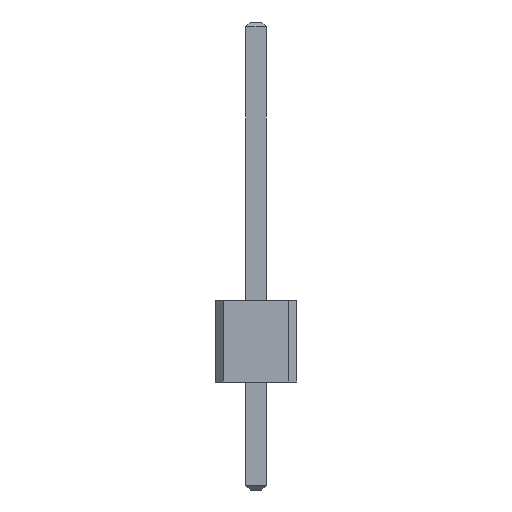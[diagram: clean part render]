
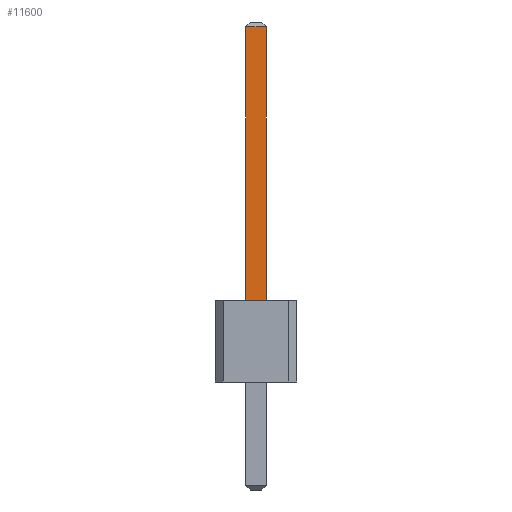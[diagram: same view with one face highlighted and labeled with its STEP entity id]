
A CAD part, front view. The second image highlights one B-rep face of the part: STEP entity #11600.
In plain terms, the highlighted face is planar.
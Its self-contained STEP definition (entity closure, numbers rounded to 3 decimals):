
#111 = PLANE('',#112);
#112 = AXIS2_PLACEMENT_3D('',#113,#114,#115);
#113 = CARTESIAN_POINT('',(13.97,0.,2.5));
#114 = DIRECTION('',(0.,0.,1.));
#115 = DIRECTION('',(1.,0.,0.));
#5512 = EDGE_CURVE('',#5513,#5515,#5517,.T.);
#5513 = VERTEX_POINT('',#5514);
#5514 = CARTESIAN_POINT('',(28.26,0.32,2.5));
#5515 = VERTEX_POINT('',#5516);
#5516 = CARTESIAN_POINT('',(28.26,-0.32,2.5));
#5517 = SURFACE_CURVE('',#5518,(#5522,#5528),.PCURVE_S1.);
#5518 = LINE('',#5519,#5520);
#5519 = CARTESIAN_POINT('',(28.26,-0.16,2.5));
#5520 = VECTOR('',#5521,1.);
#5521 = DIRECTION('',(-0.,-1.,0.));
#5522 = PCURVE('',#111,#5523);
#5523 = DEFINITIONAL_REPRESENTATION('',(#5524),#5527);
#5524 = B_SPLINE_CURVE_WITH_KNOTS('',1,(#5525,#5526),.UNSPECIFIED.,.F.,
  .F.,(2,2),(-0.544,0.224),.PIECEWISE_BEZIER_KNOTS.);
#5525 = CARTESIAN_POINT('',(14.29,0.384));
#5526 = CARTESIAN_POINT('',(14.29,-0.384));
#5527 = ( GEOMETRIC_REPRESENTATION_CONTEXT(2) 
PARAMETRIC_REPRESENTATION_CONTEXT() REPRESENTATION_CONTEXT('2D SPACE',''
  ) );
#5528 = PCURVE('',#5529,#5534);
#5529 = PLANE('',#5530);
#5530 = AXIS2_PLACEMENT_3D('',#5531,#5532,#5533);
#5531 = CARTESIAN_POINT('',(28.26,-0.32,-3.3));
#5532 = DIRECTION('',(-1.,0.,0.));
#5533 = DIRECTION('',(0.,1.,0.));
#5534 = DEFINITIONAL_REPRESENTATION('',(#5535),#5538);
#5535 = B_SPLINE_CURVE_WITH_KNOTS('',1,(#5536,#5537),.UNSPECIFIED.,.F.,
  .F.,(2,2),(-0.544,0.224),.PIECEWISE_BEZIER_KNOTS.);
#5536 = CARTESIAN_POINT('',(0.704,-5.8));
#5537 = CARTESIAN_POINT('',(-0.064,-5.8));
#5538 = ( GEOMETRIC_REPRESENTATION_CONTEXT(2) 
PARAMETRIC_REPRESENTATION_CONTEXT() REPRESENTATION_CONTEXT('2D SPACE',''
  ) );
#5555 = PLANE('',#5556);
#5556 = AXIS2_PLACEMENT_3D('',#5557,#5558,#5559);
#5557 = CARTESIAN_POINT('',(27.62,-0.32,-3.3));
#5558 = DIRECTION('',(0.,1.,0.));
#5559 = DIRECTION('',(1.,0.,0.));
#5605 = PLANE('',#5606);
#5606 = AXIS2_PLACEMENT_3D('',#5607,#5608,#5609);
#5607 = CARTESIAN_POINT('',(28.26,0.32,-3.3));
#5608 = DIRECTION('',(0.,-1.,0.));
#5609 = DIRECTION('',(-1.,0.,0.));
#11600 = ADVANCED_FACE('',(#11601),#5529,.F.);
#11601 = FACE_BOUND('',#11602,.F.);
#11602 = EDGE_LOOP('',(#11603,#11604,#11627,#11655));
#11603 = ORIENTED_EDGE('',*,*,#5512,.T.);
#11604 = ORIENTED_EDGE('',*,*,#11605,.T.);
#11605 = EDGE_CURVE('',#5515,#11606,#11608,.T.);
#11606 = VERTEX_POINT('',#11607);
#11607 = CARTESIAN_POINT('',(28.26,-0.32,10.85));
#11608 = SURFACE_CURVE('',#11609,(#11613,#11620),.PCURVE_S1.);
#11609 = LINE('',#11610,#11611);
#11610 = CARTESIAN_POINT('',(28.26,-0.32,-3.3));
#11611 = VECTOR('',#11612,1.);
#11612 = DIRECTION('',(0.,0.,1.));
#11613 = PCURVE('',#5529,#11614);
#11614 = DEFINITIONAL_REPRESENTATION('',(#11615),#11619);
#11615 = LINE('',#11616,#11617);
#11616 = CARTESIAN_POINT('',(0.,0.));
#11617 = VECTOR('',#11618,1.);
#11618 = DIRECTION('',(0.,-1.));
#11619 = ( GEOMETRIC_REPRESENTATION_CONTEXT(2) 
PARAMETRIC_REPRESENTATION_CONTEXT() REPRESENTATION_CONTEXT('2D SPACE',''
  ) );
#11620 = PCURVE('',#5555,#11621);
#11621 = DEFINITIONAL_REPRESENTATION('',(#11622),#11626);
#11622 = LINE('',#11623,#11624);
#11623 = CARTESIAN_POINT('',(0.64,0.));
#11624 = VECTOR('',#11625,1.);
#11625 = DIRECTION('',(0.,-1.));
#11626 = ( GEOMETRIC_REPRESENTATION_CONTEXT(2) 
PARAMETRIC_REPRESENTATION_CONTEXT() REPRESENTATION_CONTEXT('2D SPACE',''
  ) );
#11627 = ORIENTED_EDGE('',*,*,#11628,.T.);
#11628 = EDGE_CURVE('',#11606,#11629,#11631,.T.);
#11629 = VERTEX_POINT('',#11630);
#11630 = CARTESIAN_POINT('',(28.26,0.32,10.85));
#11631 = SURFACE_CURVE('',#11632,(#11636,#11643),.PCURVE_S1.);
#11632 = LINE('',#11633,#11634);
#11633 = CARTESIAN_POINT('',(28.26,-0.32,10.85));
#11634 = VECTOR('',#11635,1.);
#11635 = DIRECTION('',(0.,1.,0.));
#11636 = PCURVE('',#5529,#11637);
#11637 = DEFINITIONAL_REPRESENTATION('',(#11638),#11642);
#11638 = LINE('',#11639,#11640);
#11639 = CARTESIAN_POINT('',(0.,-14.15));
#11640 = VECTOR('',#11641,1.);
#11641 = DIRECTION('',(1.,0.));
#11642 = ( GEOMETRIC_REPRESENTATION_CONTEXT(2) 
PARAMETRIC_REPRESENTATION_CONTEXT() REPRESENTATION_CONTEXT('2D SPACE',''
  ) );
#11643 = PCURVE('',#11644,#11649);
#11644 = PLANE('',#11645);
#11645 = AXIS2_PLACEMENT_3D('',#11646,#11647,#11648);
#11646 = CARTESIAN_POINT('',(28.185,-0.32,10.925));
#11647 = DIRECTION('',(-0.707,0.,
    -0.707));
#11648 = DIRECTION('',(0.,1.,0.));
#11649 = DEFINITIONAL_REPRESENTATION('',(#11650),#11654);
#11650 = LINE('',#11651,#11652);
#11651 = CARTESIAN_POINT('',(0.,0.106));
#11652 = VECTOR('',#11653,1.);
#11653 = DIRECTION('',(1.,0.));
#11654 = ( GEOMETRIC_REPRESENTATION_CONTEXT(2) 
PARAMETRIC_REPRESENTATION_CONTEXT() REPRESENTATION_CONTEXT('2D SPACE',''
  ) );
#11655 = ORIENTED_EDGE('',*,*,#11656,.F.);
#11656 = EDGE_CURVE('',#5513,#11629,#11657,.T.);
#11657 = SURFACE_CURVE('',#11658,(#11662,#11669),.PCURVE_S1.);
#11658 = LINE('',#11659,#11660);
#11659 = CARTESIAN_POINT('',(28.26,0.32,-3.3));
#11660 = VECTOR('',#11661,1.);
#11661 = DIRECTION('',(0.,0.,1.));
#11662 = PCURVE('',#5529,#11663);
#11663 = DEFINITIONAL_REPRESENTATION('',(#11664),#11668);
#11664 = LINE('',#11665,#11666);
#11665 = CARTESIAN_POINT('',(0.64,0.));
#11666 = VECTOR('',#11667,1.);
#11667 = DIRECTION('',(0.,-1.));
#11668 = ( GEOMETRIC_REPRESENTATION_CONTEXT(2) 
PARAMETRIC_REPRESENTATION_CONTEXT() REPRESENTATION_CONTEXT('2D SPACE',''
  ) );
#11669 = PCURVE('',#5605,#11670);
#11670 = DEFINITIONAL_REPRESENTATION('',(#11671),#11675);
#11671 = LINE('',#11672,#11673);
#11672 = CARTESIAN_POINT('',(0.,-0.));
#11673 = VECTOR('',#11674,1.);
#11674 = DIRECTION('',(0.,-1.));
#11675 = ( GEOMETRIC_REPRESENTATION_CONTEXT(2) 
PARAMETRIC_REPRESENTATION_CONTEXT() REPRESENTATION_CONTEXT('2D SPACE',''
  ) );
